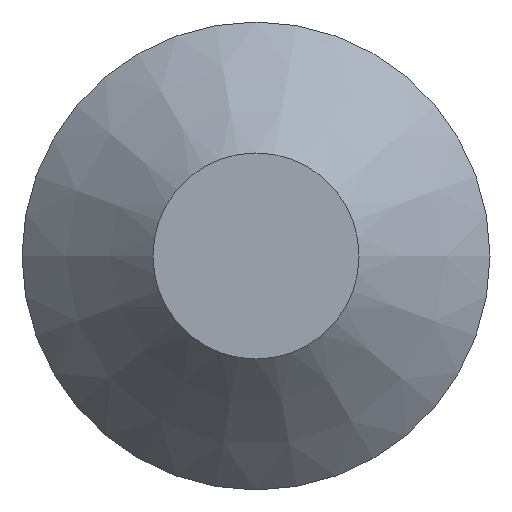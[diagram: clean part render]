
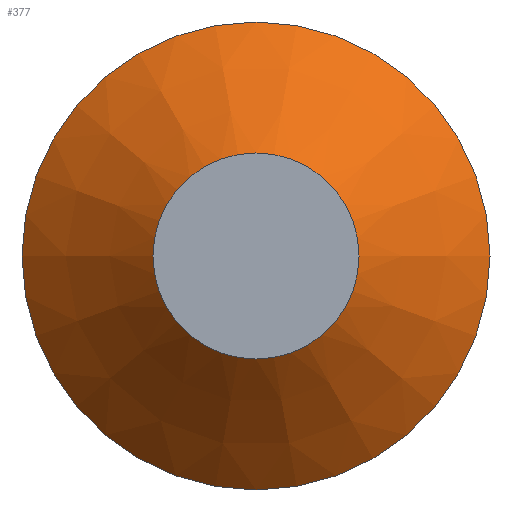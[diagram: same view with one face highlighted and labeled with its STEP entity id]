
A CAD part, front view. The second image highlights one B-rep face of the part: STEP entity #377.
In plain terms, the highlighted conical face has half-angle 45 degrees and reference radius 16.35 mm.
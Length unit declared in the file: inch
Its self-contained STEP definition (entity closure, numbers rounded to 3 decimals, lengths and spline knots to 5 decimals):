
#15=CONICAL_SURFACE('',#434,0.6437,0.785);
#81=FACE_OUTER_BOUND('',#109,.T.);
#109=EDGE_LOOP('',(#333,#334,#335,#336,#337));
#125=LINE('',#1114,#138);
#138=VECTOR('',#521,0.6437);
#143=CIRCLE('',#406,0.8937);
#144=CIRCLE('',#407,0.8937);
#158=CIRCLE('',#433,0.3937);
#165=VERTEX_POINT('',#548);
#166=VERTEX_POINT('',#549);
#196=VERTEX_POINT('',#1110);
#204=EDGE_CURVE('',#165,#166,#143,.T.);
#205=EDGE_CURVE('',#166,#165,#144,.T.);
#244=EDGE_CURVE('',#196,#196,#158,.T.);
#245=EDGE_CURVE('',#196,#166,#125,.T.);
#333=ORIENTED_EDGE('',*,*,#244,.F.);
#334=ORIENTED_EDGE('',*,*,#245,.T.);
#335=ORIENTED_EDGE('',*,*,#204,.F.);
#336=ORIENTED_EDGE('',*,*,#205,.F.);
#337=ORIENTED_EDGE('',*,*,#245,.F.);
#377=ADVANCED_FACE('',(#81),#15,.T.);
#406=AXIS2_PLACEMENT_3D('',#550,#454,#455);
#407=AXIS2_PLACEMENT_3D('',#551,#456,#457);
#433=AXIS2_PLACEMENT_3D('',#1112,#517,#518);
#434=AXIS2_PLACEMENT_3D('',#1113,#519,#520);
#454=DIRECTION('center_axis',(0.,1.,0.));
#455=DIRECTION('ref_axis',(1.,0.,0.));
#456=DIRECTION('center_axis',(0.,1.,0.));
#457=DIRECTION('ref_axis',(1.,0.,0.));
#517=DIRECTION('center_axis',(0.,-1.,0.));
#518=DIRECTION('ref_axis',(1.,0.,0.));
#519=DIRECTION('center_axis',(0.,1.,0.));
#520=DIRECTION('ref_axis',(1.,0.,0.));
#521=DIRECTION('',(-0.707,0.707,0.));
#548=CARTESIAN_POINT('',(0.8937,19.12296,0.));
#549=CARTESIAN_POINT('',(-0.8937,19.12296,0.));
#550=CARTESIAN_POINT('Origin',(0.,19.12296,0.));
#551=CARTESIAN_POINT('Origin',(0.,19.12296,0.));
#1110=CARTESIAN_POINT('',(-0.3937,18.62296,0.));
#1112=CARTESIAN_POINT('Origin',(0.,18.62296,0.));
#1113=CARTESIAN_POINT('Origin',(0.,18.87296,0.));
#1114=CARTESIAN_POINT('',(-0.6437,18.87296,0.));
